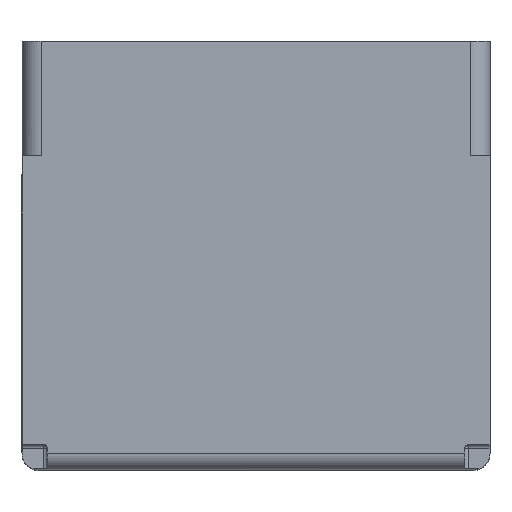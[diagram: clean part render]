
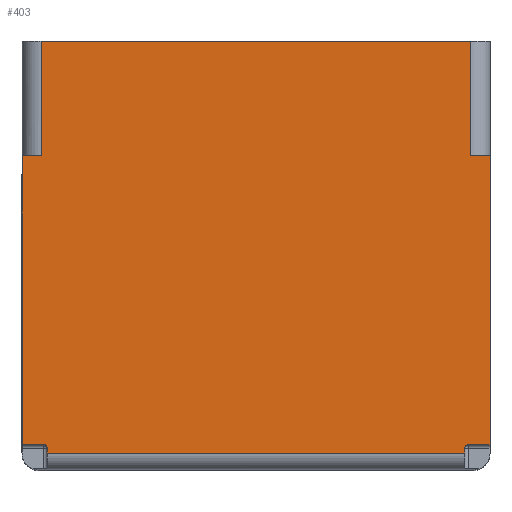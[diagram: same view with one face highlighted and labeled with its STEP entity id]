
A CAD part, top view. The second image highlights one B-rep face of the part: STEP entity #403.
In plain terms, the highlighted planar face has unit normal (0, 0, 1).
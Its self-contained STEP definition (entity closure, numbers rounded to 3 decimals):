
#403=ADVANCED_FACE('',(#733),#5366,.T.);
#733=FACE_OUTER_BOUND('',#1056,.T.);
#1056=EDGE_LOOP('',(#2182,#2183,#2184,#2185,#2186,#2187,#2188,#2189,#2190,
#2191,#2192,#2193,#2194,#2195));
#2182=ORIENTED_EDGE('',*,*,#2988,.T.);
#2183=ORIENTED_EDGE('',*,*,#3002,.T.);
#2184=ORIENTED_EDGE('',*,*,#3006,.T.);
#2185=ORIENTED_EDGE('',*,*,#2985,.F.);
#2186=ORIENTED_EDGE('',*,*,#3360,.T.);
#2187=ORIENTED_EDGE('',*,*,#3359,.T.);
#2188=ORIENTED_EDGE('',*,*,#3358,.T.);
#2189=ORIENTED_EDGE('',*,*,#3357,.T.);
#2190=ORIENTED_EDGE('',*,*,#3356,.T.);
#2191=ORIENTED_EDGE('',*,*,#3355,.T.);
#2192=ORIENTED_EDGE('',*,*,#3354,.T.);
#2193=ORIENTED_EDGE('',*,*,#2982,.F.);
#2194=ORIENTED_EDGE('',*,*,#3000,.T.);
#2195=ORIENTED_EDGE('',*,*,#3001,.T.);
#2982=EDGE_CURVE('',#4690,#4689,#4085,.T.);
#2985=EDGE_CURVE('',#4693,#4691,#4088,.T.);
#2988=EDGE_CURVE('',#4695,#4696,#4091,.T.);
#3000=EDGE_CURVE('',#4690,#4703,#3744,.T.);
#3001=EDGE_CURVE('',#4703,#4695,#4099,.T.);
#3002=EDGE_CURVE('',#4696,#4704,#4100,.T.);
#3006=EDGE_CURVE('',#4704,#4691,#3746,.T.);
#3354=EDGE_CURVE('',#4937,#4689,#4302,.T.);
#3355=EDGE_CURVE('',#4938,#4937,#4303,.T.);
#3356=EDGE_CURVE('',#4939,#4938,#4304,.T.);
#3357=EDGE_CURVE('',#4940,#4939,#4305,.T.);
#3358=EDGE_CURVE('',#4941,#4940,#4306,.T.);
#3359=EDGE_CURVE('',#4942,#4941,#4307,.T.);
#3360=EDGE_CURVE('',#4693,#4942,#4308,.T.);
#3744=(
BOUNDED_CURVE()
B_SPLINE_CURVE(2,(#10005,#10006,#10007),.UNSPECIFIED.,.F.,.F.)
B_SPLINE_CURVE_WITH_KNOTS((3,3),(0.,0.199),.UNSPECIFIED.)
CURVE()
GEOMETRIC_REPRESENTATION_ITEM()
RATIONAL_B_SPLINE_CURVE((1.,0.707,1.))
REPRESENTATION_ITEM('')
);
#3746=(
BOUNDED_CURVE()
B_SPLINE_CURVE(2,(#10019,#10020,#10021),.UNSPECIFIED.,.F.,.F.)
B_SPLINE_CURVE_WITH_KNOTS((3,3),(0.,0.199),.UNSPECIFIED.)
CURVE()
GEOMETRIC_REPRESENTATION_ITEM()
RATIONAL_B_SPLINE_CURVE((1.,0.707,1.))
REPRESENTATION_ITEM('')
);
#4085=B_SPLINE_CURVE_WITH_KNOTS('',1,(#9950,#9951),.UNSPECIFIED.,.F.,.F.,
(2,2),(-0.635,0.),.UNSPECIFIED.);
#4088=B_SPLINE_CURVE_WITH_KNOTS('',1,(#9956,#9957),.UNSPECIFIED.,.F.,.F.,
(2,2),(-0.635,0.),.UNSPECIFIED.);
#4091=B_SPLINE_CURVE_WITH_KNOTS('',1,(#9962,#9963),.UNSPECIFIED.,.F.,.F.,
(2,2),(-12.476,0.),.UNSPECIFIED.);
#4099=B_SPLINE_CURVE_WITH_KNOTS('',1,(#10008,#10009),.UNSPECIFIED.,.F.,
 .F.,(2,2),(-0.127,0.),.UNSPECIFIED.);
#4100=B_SPLINE_CURVE_WITH_KNOTS('',1,(#10010,#10011),.UNSPECIFIED.,.F.,
 .F.,(2,2),(-0.127,0.),.UNSPECIFIED.);
#4302=B_SPLINE_CURVE_WITH_KNOTS('',1,(#10864,#10865),.UNSPECIFIED.,.F.,
 .F.,(2,2),(0.,8.636),.UNSPECIFIED.);
#4303=B_SPLINE_CURVE_WITH_KNOTS('',1,(#10866,#10867),.UNSPECIFIED.,.F.,
 .F.,(2,2),(-0.574,0.),.UNSPECIFIED.);
#4304=B_SPLINE_CURVE_WITH_KNOTS('',1,(#10868,#10869),.UNSPECIFIED.,.F.,
 .F.,(2,2),(-3.429,0.),.UNSPECIFIED.);
#4305=B_SPLINE_CURVE_WITH_KNOTS('',1,(#10870,#10871),.UNSPECIFIED.,.F.,
 .F.,(2,2),(-12.852,0.),.UNSPECIFIED.);
#4306=B_SPLINE_CURVE_WITH_KNOTS('',1,(#10872,#10873),.UNSPECIFIED.,.F.,
 .F.,(2,2),(-3.429,0.),.UNSPECIFIED.);
#4307=B_SPLINE_CURVE_WITH_KNOTS('',1,(#10874,#10875),.UNSPECIFIED.,.F.,
 .F.,(2,2),(-0.574,0.),.UNSPECIFIED.);
#4308=B_SPLINE_CURVE_WITH_KNOTS('',1,(#10876,#10877),.UNSPECIFIED.,.F.,
 .F.,(2,2),(-8.636,0.),.UNSPECIFIED.);
#4689=VERTEX_POINT('',#9564);
#4690=VERTEX_POINT('',#9565);
#4691=VERTEX_POINT('',#9566);
#4693=VERTEX_POINT('',#9568);
#4695=VERTEX_POINT('',#9570);
#4696=VERTEX_POINT('',#9571);
#4703=VERTEX_POINT('',#9578);
#4704=VERTEX_POINT('',#9579);
#4937=VERTEX_POINT('',#9812);
#4938=VERTEX_POINT('',#9813);
#4939=VERTEX_POINT('',#9814);
#4940=VERTEX_POINT('',#9815);
#4941=VERTEX_POINT('',#9816);
#4942=VERTEX_POINT('',#9817);
#5366=PLANE('',#5621);
#5621=AXIS2_PLACEMENT_3D('',#9503,#5884,$);
#5884=DIRECTION('',(0.,0.,1.));
#9503=CARTESIAN_POINT('',(-8.43,9.39,13.005));
#9564=CARTESIAN_POINT('',(-7.,-3.937,13.005));
#9565=CARTESIAN_POINT('',(-6.365,-3.937,13.005));
#9566=CARTESIAN_POINT('',(6.365,-3.937,13.005));
#9568=CARTESIAN_POINT('',(7.,-3.937,13.005));
#9570=CARTESIAN_POINT('',(-6.238,-4.191,13.005));
#9571=CARTESIAN_POINT('',(6.238,-4.191,13.005));
#9578=CARTESIAN_POINT('',(-6.238,-4.064,13.005));
#9579=CARTESIAN_POINT('',(6.238,-4.064,13.005));
#9812=CARTESIAN_POINT('',(-7.,4.699,13.005));
#9813=CARTESIAN_POINT('',(-6.426,4.699,13.005));
#9814=CARTESIAN_POINT('',(-6.426,8.128,13.005));
#9815=CARTESIAN_POINT('',(6.426,8.128,13.005));
#9816=CARTESIAN_POINT('',(6.426,4.699,13.005));
#9817=CARTESIAN_POINT('',(7.,4.699,13.005));
#9950=CARTESIAN_POINT('',(-6.365,-3.937,13.005));
#9951=CARTESIAN_POINT('',(-7.,-3.937,13.005));
#9956=CARTESIAN_POINT('',(7.,-3.937,13.005));
#9957=CARTESIAN_POINT('',(6.365,-3.937,13.005));
#9962=CARTESIAN_POINT('',(-6.238,-4.191,13.005));
#9963=CARTESIAN_POINT('',(6.238,-4.191,13.005));
#10005=CARTESIAN_POINT('',(-6.365,-3.937,13.005));
#10006=CARTESIAN_POINT('',(-6.238,-3.937,13.005));
#10007=CARTESIAN_POINT('',(-6.238,-4.064,13.005));
#10008=CARTESIAN_POINT('',(-6.238,-4.064,13.005));
#10009=CARTESIAN_POINT('',(-6.238,-4.191,13.005));
#10010=CARTESIAN_POINT('',(6.238,-4.191,13.005));
#10011=CARTESIAN_POINT('',(6.238,-4.064,13.005));
#10019=CARTESIAN_POINT('',(6.238,-4.064,13.005));
#10020=CARTESIAN_POINT('',(6.238,-3.937,13.005));
#10021=CARTESIAN_POINT('',(6.365,-3.937,13.005));
#10864=CARTESIAN_POINT('',(-7.,4.699,13.005));
#10865=CARTESIAN_POINT('',(-7.,-3.937,13.005));
#10866=CARTESIAN_POINT('',(-6.426,4.699,13.005));
#10867=CARTESIAN_POINT('',(-7.,4.699,13.005));
#10868=CARTESIAN_POINT('',(-6.426,8.128,13.005));
#10869=CARTESIAN_POINT('',(-6.426,4.699,13.005));
#10870=CARTESIAN_POINT('',(6.426,8.128,13.005));
#10871=CARTESIAN_POINT('',(-6.426,8.128,13.005));
#10872=CARTESIAN_POINT('',(6.426,4.699,13.005));
#10873=CARTESIAN_POINT('',(6.426,8.128,13.005));
#10874=CARTESIAN_POINT('',(7.,4.699,13.005));
#10875=CARTESIAN_POINT('',(6.426,4.699,13.005));
#10876=CARTESIAN_POINT('',(7.,-3.937,13.005));
#10877=CARTESIAN_POINT('',(7.,4.699,13.005));
